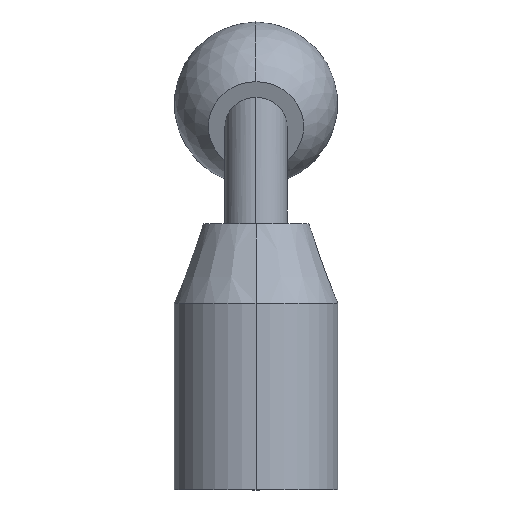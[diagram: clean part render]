
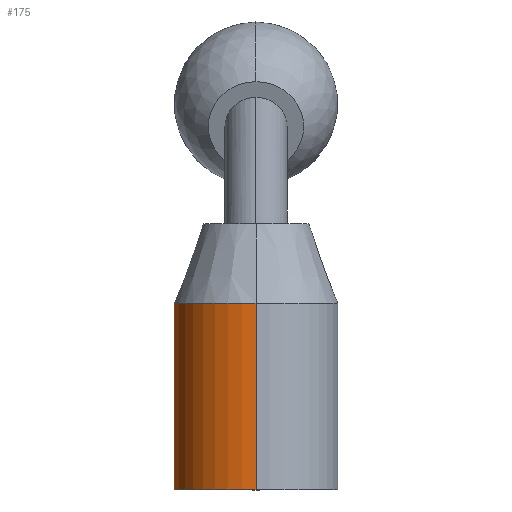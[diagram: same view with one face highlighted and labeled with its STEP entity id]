
A CAD part, left-side view. The second image highlights one B-rep face of the part: STEP entity #175.
In plain terms, the highlighted cylindrical face has radius 16 mm (diameter 32 mm), a partial arc.
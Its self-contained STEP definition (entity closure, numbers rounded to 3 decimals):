
#105=VERTEX_POINT('',#255);
#129=EDGE_CURVE('',#163,#105,#281,.T.);
#151=EDGE_CURVE('',#171,#105,#306,.T.);
#161=EDGE_CURVE('',#201,#171,#316,.T.);
#163=VERTEX_POINT('',#318);
#171=VERTEX_POINT('',#326);
#175=ADVANCED_FACE('',(#330),#331,.T.);
#187=EDGE_CURVE('',#163,#201,#346,.T.);
#201=VERTEX_POINT('',#362);
#255=CARTESIAN_POINT('',(16.0,0.,36.5));
#281=CIRCLE('',#448,16.0);
#306=LINE('',#510,#511);
#316=CIRCLE('',#527,16.0);
#318=CARTESIAN_POINT('',(-16.0,0.,36.5));
#326=CARTESIAN_POINT('',(16.0,0.,0.));
#330=FACE_OUTER_BOUND('',#543,.T.);
#331=CYLINDRICAL_SURFACE('',#544,16.0);
#346=LINE('',#562,#563);
#362=CARTESIAN_POINT('',(-16.0,0.,0.));
#448=AXIS2_PLACEMENT_3D('',#713,#714,#715);
#510=CARTESIAN_POINT('',(16.0,0.,18.25));
#511=VECTOR('',#736,1.0);
#527=AXIS2_PLACEMENT_3D('',#742,#743,#744);
#543=EDGE_LOOP('',(#747,#748,#749,#750));
#544=AXIS2_PLACEMENT_3D('',#751,#752,#753);
#562=CARTESIAN_POINT('',(-16.0,0.,18.25));
#563=VECTOR('',#776,1.0);
#713=CARTESIAN_POINT('',(0.0,0.,36.5));
#714=DIRECTION('',(-0.0,0.0,-1.0));
#715=DIRECTION('',(-1.0,0.,0.0));
#736=DIRECTION('',(-0.0,-0.0,1.0));
#742=CARTESIAN_POINT('',(0.0,0.,0.));
#743=DIRECTION('',(-0.0,0.0,-1.0));
#744=DIRECTION('',(-1.0,0.,0.0));
#747=ORIENTED_EDGE('',*,*,#187,.F.);
#748=ORIENTED_EDGE('',*,*,#129,.T.);
#749=ORIENTED_EDGE('',*,*,#151,.F.);
#750=ORIENTED_EDGE('',*,*,#161,.F.);
#751=CARTESIAN_POINT('',(0.0,0.,18.25));
#752=DIRECTION('',(0.0,-0.0,1.0));
#753=DIRECTION('',(-1.0,0.,0.0));
#776=DIRECTION('',(0.0,0.0,-1.0));
